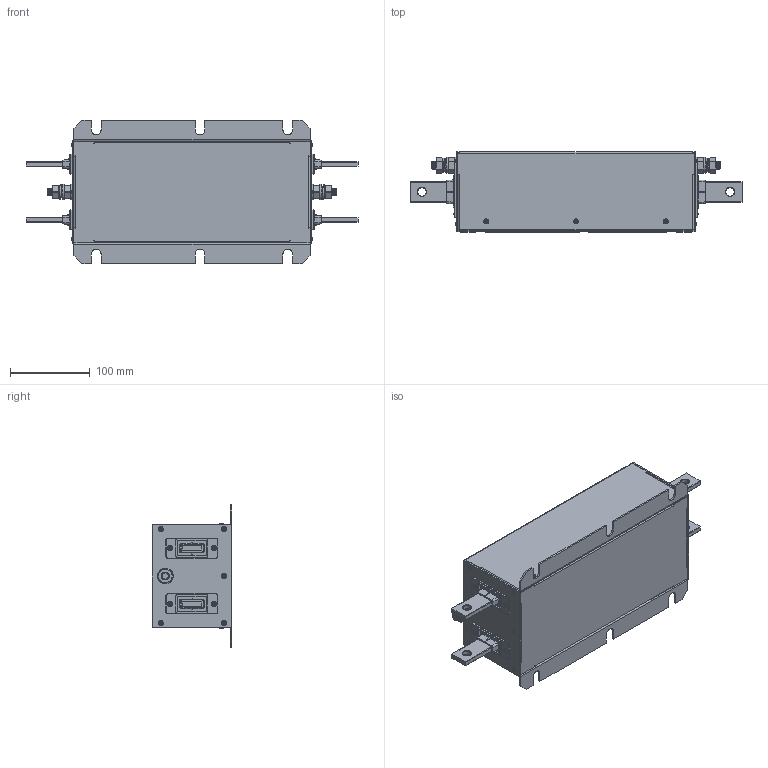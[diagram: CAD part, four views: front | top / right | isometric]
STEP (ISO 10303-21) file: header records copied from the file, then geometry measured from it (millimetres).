
FILE_DESCRIPTION (( 'STEP AP214' ), '1' );
FILE_NAME ('FLLE2400APVI1_EXT.STEP', '2021-04-30T09:46:12', ( '' ), ( '' ), 'SwSTEP 2.0', 'SolidWorks 2021', '' );
FILE_SCHEMA (( 'AUTOMOTIVE_DESIGN' ));
Length unit declared in the file: millimetre
Products named in the file (12): WASHER M10 Ø20_93475A280; 091-00223 Busbar insulation 6x25 RevD; Busbar 6x25^FLLE2400APVI1_EXT; Rivet ﾘ3.2x4; LOCK WASHER M10_91169A210; Rivet ﾘ3.2x3; 094-00280 Case 600A DC RevC; HEX BOLT M10x35_91280A636; 094-00285 Lid 600A DC; 094-00292 Side 400A DC RevB; FLLE2400APVI1_EXT; HEX NUT M10x1.5_90592A024
Assembly tree (48 placements, depth 2):
  FLLE2400APVI1_EXT
    094-00280 Case 600A DC RevC
    094-00292 Side 400A DC RevB  x2
    Rivet ﾘ3.2x4  x16
    094-00285 Lid 600A DC
    Rivet ﾘ3.2x3  x8
    091-00223 Busbar insulation 6x25 RevD  x4
    Busbar 6x25^FLLE2400APVI1_EXT  x4
    LOCK WASHER M10_91169A210  x2
    WASHER M10 Ø20_93475A280  x4
    HEX NUT M10x1.5_90592A024  x4
    HEX BOLT M10x35_91280A636  x2
Bounding box: 416 x 100 x 180 mm (x, y, z)
Volume: 416844.9 mm3; surface area: 457907.6 mm2
Topology: 56 solids, 56 shells, 1962 faces, 4820 edges, 2962 vertices
Faces by surface type: cylinder 588, plane 500, bspline 314, torus 288, cone 272
Entity records: 30628 total; most frequent: CARTESIAN_POINT 14302, ORIENTED_EDGE 3440, DIRECTION 3074, EDGE_CURVE 1720, AXIS2_PLACEMENT_3D 1099, VERTEX_POINT 1084, VECTOR 876, LINE 876
